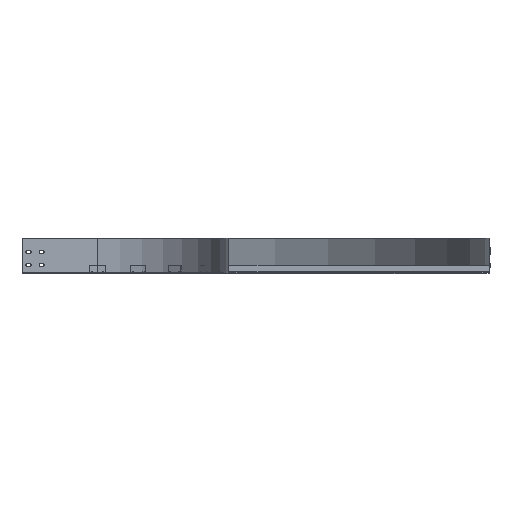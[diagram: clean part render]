
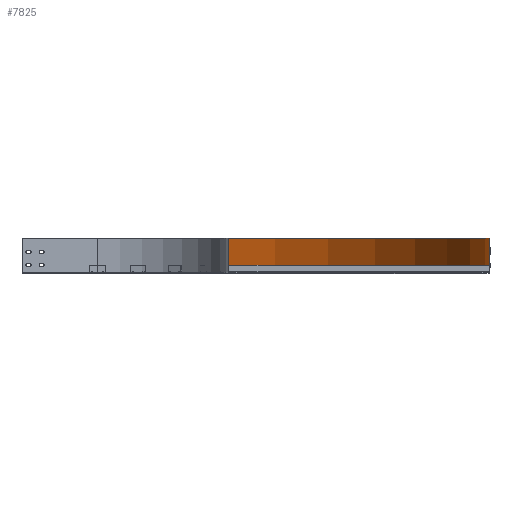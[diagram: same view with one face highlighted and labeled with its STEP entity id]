
A CAD part, top view. The second image highlights one B-rep face of the part: STEP entity #7825.
In plain terms, the highlighted cylindrical face has radius 898.8 mm (diameter 1797.6 mm), a partial arc.
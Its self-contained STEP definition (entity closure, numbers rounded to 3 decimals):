
#437 = CARTESIAN_POINT ( 'NONE',  ( -300., -41.13, -1071.8 ) ) ;
#438 = CARTESIAN_POINT ( 'NONE',  ( -300., 37.07, -1071.8 ) ) ;
#443 = CARTESIAN_POINT ( 'NONE',  ( 598.8, -41.13, -173. ) ) ;
#444 = CARTESIAN_POINT ( 'NONE',  ( 598.8, 37.07, -173. ) ) ;
#547 = ORIENTED_EDGE ( 'NONE', *, *, #5448, .F. ) ;
#548 = ORIENTED_EDGE ( 'NONE', *, *, #5449, .T. ) ;
#549 = ORIENTED_EDGE ( 'NONE', *, *, #5453, .T. ) ;
#550 = ORIENTED_EDGE ( 'NONE', *, *, #5454, .F. ) ;
#1328 = DIRECTION ( 'NONE',  ( 0., 1., 0. ) ) ;
#1335 = CARTESIAN_POINT ( 'NONE',  ( -300., -41.13, -1071.8 ) ) ;
#1340 = CARTESIAN_POINT ( 'NONE',  ( 598.8, -41.13, -173. ) ) ;
#1342 = CARTESIAN_POINT ( 'NONE',  ( -300., -41.13, -173. ) ) ;
#1343 = DIRECTION ( 'NONE',  ( 0., -1., 0. ) ) ;
#1344 = DIRECTION ( 'NONE',  ( 1., 0., 0. ) ) ;
#1349 = DIRECTION ( 'NONE',  ( 0., 1., 0. ) ) ;
#1350 = CARTESIAN_POINT ( 'NONE',  ( -300., 37.07, -173. ) ) ;
#1351 = DIRECTION ( 'NONE',  ( 0., -1., 0. ) ) ;
#1352 = DIRECTION ( 'NONE',  ( 1., 0., 0. ) ) ;
#1943 = FACE_OUTER_BOUND ( 'NONE', #3463, .T. ) ;
#1945 = CYLINDRICAL_SURFACE ( 'NONE', #7251, 898.8 ) ;
#2805 = LINE ( 'NONE', #1335, #2812 ) ;
#2810 = CIRCLE ( 'NONE', #6327, 898.8 ) ;
#2812 = VECTOR ( 'NONE', #1328, 1000. ) ;
#2813 = LINE ( 'NONE', #1340, #2821 ) ;
#2820 = CIRCLE ( 'NONE', #6328, 898.8 ) ;
#2821 = VECTOR ( 'NONE', #1349, 1000. ) ;
#3463 = EDGE_LOOP ( 'NONE', ( #547, #548, #549, #550 ) ) ;
#4829 = VERTEX_POINT ( 'NONE', #437 ) ;
#4830 = VERTEX_POINT ( 'NONE', #438 ) ;
#4835 = VERTEX_POINT ( 'NONE', #443 ) ;
#4836 = VERTEX_POINT ( 'NONE', #444 ) ;
#5448 = EDGE_CURVE ( 'NONE', #4829, #4830, #2805, .T. ) ;
#5449 = EDGE_CURVE ( 'NONE', #4829, #4835, #2810, .T. ) ;
#5453 = EDGE_CURVE ( 'NONE', #4835, #4836, #2813, .T. ) ;
#5454 = EDGE_CURVE ( 'NONE', #4830, #4836, #2820, .T. ) ;
#6327 = AXIS2_PLACEMENT_3D ( 'NONE', #1342, #1343, #1344 ) ;
#6328 = AXIS2_PLACEMENT_3D ( 'NONE', #1350, #1351, #1352 ) ;
#7120 = DIRECTION ( 'NONE',  ( 1., 0., 0. ) ) ;
#7124 = DIRECTION ( 'NONE',  ( 0., -1., 0. ) ) ;
#7127 = CARTESIAN_POINT ( 'NONE',  ( -300., 0., -173. ) ) ;
#7251 = AXIS2_PLACEMENT_3D ( 'NONE', #7127, #7124, #7120 ) ;
#7825 = ADVANCED_FACE ( 'NONE', ( #1943 ), #1945, .F. ) ;
